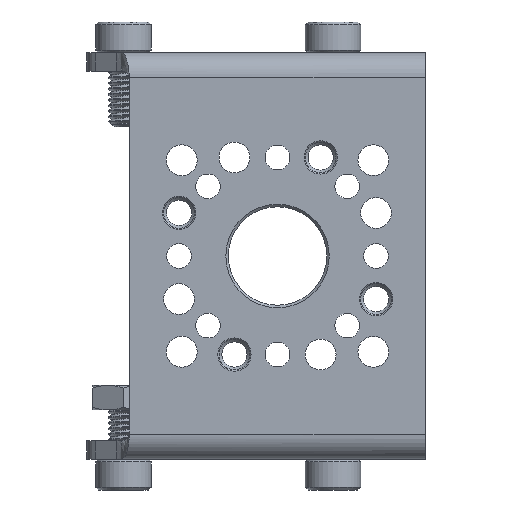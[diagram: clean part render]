
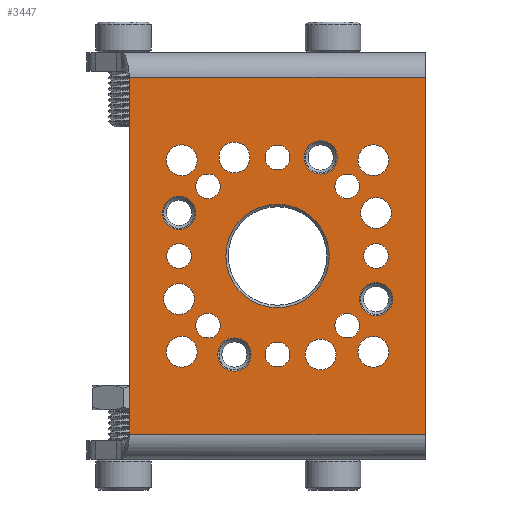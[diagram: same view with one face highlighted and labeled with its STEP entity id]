
A CAD part, front view. The second image highlights one B-rep face of the part: STEP entity #3447.
In plain terms, the highlighted planar face has unit normal (0, -1, 0).
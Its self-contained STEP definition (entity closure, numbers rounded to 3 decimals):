
#445=FACE_BOUND('',#718,.T.);
#446=FACE_BOUND('',#719,.T.);
#447=FACE_BOUND('',#720,.T.);
#448=FACE_BOUND('',#721,.T.);
#449=FACE_BOUND('',#722,.T.);
#450=FACE_BOUND('',#723,.T.);
#451=FACE_BOUND('',#724,.T.);
#452=FACE_BOUND('',#725,.T.);
#453=FACE_BOUND('',#726,.T.);
#454=FACE_BOUND('',#727,.T.);
#455=FACE_BOUND('',#728,.T.);
#456=FACE_BOUND('',#729,.T.);
#457=FACE_BOUND('',#730,.T.);
#458=FACE_BOUND('',#731,.T.);
#459=FACE_BOUND('',#732,.T.);
#460=FACE_BOUND('',#733,.T.);
#461=FACE_BOUND('',#734,.T.);
#462=FACE_BOUND('',#735,.T.);
#463=FACE_BOUND('',#736,.T.);
#464=FACE_BOUND('',#737,.T.);
#465=FACE_BOUND('',#738,.T.);
#509=FACE_OUTER_BOUND('',#717,.T.);
#717=EDGE_LOOP('',(#2414,#2415,#2416,#2417,#2418,#2419));
#718=EDGE_LOOP('',(#2420));
#719=EDGE_LOOP('',(#2421));
#720=EDGE_LOOP('',(#2422));
#721=EDGE_LOOP('',(#2423));
#722=EDGE_LOOP('',(#2424));
#723=EDGE_LOOP('',(#2425));
#724=EDGE_LOOP('',(#2426));
#725=EDGE_LOOP('',(#2427));
#726=EDGE_LOOP('',(#2428));
#727=EDGE_LOOP('',(#2429));
#728=EDGE_LOOP('',(#2430));
#729=EDGE_LOOP('',(#2431));
#730=EDGE_LOOP('',(#2432));
#731=EDGE_LOOP('',(#2433));
#732=EDGE_LOOP('',(#2434));
#733=EDGE_LOOP('',(#2435));
#734=EDGE_LOOP('',(#2436));
#735=EDGE_LOOP('',(#2437));
#736=EDGE_LOOP('',(#2438));
#737=EDGE_LOOP('',(#2439));
#738=EDGE_LOOP('',(#2440));
#979=LINE('',#5027,#1175);
#980=LINE('',#5049,#1176);
#981=LINE('',#5052,#1177);
#982=LINE('',#5053,#1178);
#1175=VECTOR('',#4112,24.027);
#1176=VECTOR('',#4117,28.202);
#1177=VECTOR('',#4120,29.);
#1178=VECTOR('',#4121,24.027);
#1371=CIRCLE('',#3705,3.);
#1372=CIRCLE('',#3706,3.);
#1373=CIRCLE('',#3707,1.);
#1374=CIRCLE('',#3708,1.);
#1375=CIRCLE('',#3709,1.);
#1376=CIRCLE('',#3710,1.);
#1377=CIRCLE('',#3711,1.);
#1378=CIRCLE('',#3712,1.);
#1379=CIRCLE('',#3713,1.);
#1380=CIRCLE('',#3714,1.);
#1381=CIRCLE('',#3715,1.35);
#1382=CIRCLE('',#3716,1.35);
#1383=CIRCLE('',#3717,1.35);
#1384=CIRCLE('',#3718,1.35);
#1385=CIRCLE('',#3719,1.25);
#1386=CIRCLE('',#3720,1.25);
#1387=CIRCLE('',#3721,1.25);
#1388=CIRCLE('',#3722,1.25);
#1389=CIRCLE('',#3723,4.2);
#1390=CIRCLE('',#3724,1.25);
#1391=CIRCLE('',#3725,1.25);
#1392=CIRCLE('',#3726,1.25);
#1393=CIRCLE('',#3727,1.25);
#1522=VERTEX_POINT('',#5020);
#1524=VERTEX_POINT('',#5026);
#1525=VERTEX_POINT('',#5045);
#1526=VERTEX_POINT('',#5046);
#1527=VERTEX_POINT('',#5048);
#1528=VERTEX_POINT('',#5051);
#1529=VERTEX_POINT('',#5054);
#1530=VERTEX_POINT('',#5056);
#1531=VERTEX_POINT('',#5058);
#1532=VERTEX_POINT('',#5060);
#1533=VERTEX_POINT('',#5062);
#1534=VERTEX_POINT('',#5064);
#1535=VERTEX_POINT('',#5066);
#1536=VERTEX_POINT('',#5068);
#1537=VERTEX_POINT('',#5070);
#1538=VERTEX_POINT('',#5072);
#1539=VERTEX_POINT('',#5074);
#1540=VERTEX_POINT('',#5076);
#1541=VERTEX_POINT('',#5078);
#1542=VERTEX_POINT('',#5080);
#1543=VERTEX_POINT('',#5082);
#1544=VERTEX_POINT('',#5084);
#1545=VERTEX_POINT('',#5086);
#1546=VERTEX_POINT('',#5088);
#1547=VERTEX_POINT('',#5090);
#1548=VERTEX_POINT('',#5092);
#1549=VERTEX_POINT('',#5094);
#1866=EDGE_CURVE('',#1522,#1524,#979,.T.);
#1868=EDGE_CURVE('',#1525,#1526,#1371,.T.);
#1869=EDGE_CURVE('',#1525,#1527,#980,.T.);
#1870=EDGE_CURVE('',#1524,#1527,#1372,.T.);
#1871=EDGE_CURVE('',#1528,#1522,#981,.T.);
#1872=EDGE_CURVE('',#1528,#1526,#982,.T.);
#1873=EDGE_CURVE('',#1529,#1529,#1373,.T.);
#1874=EDGE_CURVE('',#1530,#1530,#1374,.T.);
#1875=EDGE_CURVE('',#1531,#1531,#1375,.T.);
#1876=EDGE_CURVE('',#1532,#1532,#1376,.T.);
#1877=EDGE_CURVE('',#1533,#1533,#1377,.T.);
#1878=EDGE_CURVE('',#1534,#1534,#1378,.T.);
#1879=EDGE_CURVE('',#1535,#1535,#1379,.T.);
#1880=EDGE_CURVE('',#1536,#1536,#1380,.T.);
#1881=EDGE_CURVE('',#1537,#1537,#1381,.T.);
#1882=EDGE_CURVE('',#1538,#1538,#1382,.T.);
#1883=EDGE_CURVE('',#1539,#1539,#1383,.T.);
#1884=EDGE_CURVE('',#1540,#1540,#1384,.T.);
#1885=EDGE_CURVE('',#1541,#1541,#1385,.T.);
#1886=EDGE_CURVE('',#1542,#1542,#1386,.T.);
#1887=EDGE_CURVE('',#1543,#1543,#1387,.T.);
#1888=EDGE_CURVE('',#1544,#1544,#1388,.T.);
#1889=EDGE_CURVE('',#1545,#1545,#1389,.T.);
#1890=EDGE_CURVE('',#1546,#1546,#1390,.T.);
#1891=EDGE_CURVE('',#1547,#1547,#1391,.T.);
#1892=EDGE_CURVE('',#1548,#1548,#1392,.T.);
#1893=EDGE_CURVE('',#1549,#1549,#1393,.T.);
#2414=ORIENTED_EDGE('',*,*,#1868,.F.);
#2415=ORIENTED_EDGE('',*,*,#1869,.T.);
#2416=ORIENTED_EDGE('',*,*,#1870,.F.);
#2417=ORIENTED_EDGE('',*,*,#1866,.F.);
#2418=ORIENTED_EDGE('',*,*,#1871,.F.);
#2419=ORIENTED_EDGE('',*,*,#1872,.T.);
#2420=ORIENTED_EDGE('',*,*,#1873,.F.);
#2421=ORIENTED_EDGE('',*,*,#1874,.F.);
#2422=ORIENTED_EDGE('',*,*,#1875,.F.);
#2423=ORIENTED_EDGE('',*,*,#1876,.F.);
#2424=ORIENTED_EDGE('',*,*,#1877,.F.);
#2425=ORIENTED_EDGE('',*,*,#1878,.F.);
#2426=ORIENTED_EDGE('',*,*,#1879,.F.);
#2427=ORIENTED_EDGE('',*,*,#1880,.F.);
#2428=ORIENTED_EDGE('',*,*,#1881,.F.);
#2429=ORIENTED_EDGE('',*,*,#1882,.F.);
#2430=ORIENTED_EDGE('',*,*,#1883,.F.);
#2431=ORIENTED_EDGE('',*,*,#1884,.F.);
#2432=ORIENTED_EDGE('',*,*,#1885,.T.);
#2433=ORIENTED_EDGE('',*,*,#1886,.T.);
#2434=ORIENTED_EDGE('',*,*,#1887,.T.);
#2435=ORIENTED_EDGE('',*,*,#1888,.T.);
#2436=ORIENTED_EDGE('',*,*,#1889,.T.);
#2437=ORIENTED_EDGE('',*,*,#1890,.T.);
#2438=ORIENTED_EDGE('',*,*,#1891,.T.);
#2439=ORIENTED_EDGE('',*,*,#1892,.T.);
#2440=ORIENTED_EDGE('',*,*,#1893,.T.);
#3404=PLANE('',#3704);
#3447=ADVANCED_FACE('',(#509,#445,#446,#447,#448,#449,#450,#451,#452,#453,
#454,#455,#456,#457,#458,#459,#460,#461,#462,#463,#464,#465),#3404,.T.);
#3704=AXIS2_PLACEMENT_3D('',#5044,#4113,#4114);
#3705=AXIS2_PLACEMENT_3D('',#5047,#4115,#4116);
#3706=AXIS2_PLACEMENT_3D('',#5050,#4118,#4119);
#3707=AXIS2_PLACEMENT_3D('',#5055,#4122,#4123);
#3708=AXIS2_PLACEMENT_3D('',#5057,#4124,#4125);
#3709=AXIS2_PLACEMENT_3D('',#5059,#4126,#4127);
#3710=AXIS2_PLACEMENT_3D('',#5061,#4128,#4129);
#3711=AXIS2_PLACEMENT_3D('',#5063,#4130,#4131);
#3712=AXIS2_PLACEMENT_3D('',#5065,#4132,#4133);
#3713=AXIS2_PLACEMENT_3D('',#5067,#4134,#4135);
#3714=AXIS2_PLACEMENT_3D('',#5069,#4136,#4137);
#3715=AXIS2_PLACEMENT_3D('',#5071,#4138,#4139);
#3716=AXIS2_PLACEMENT_3D('',#5073,#4140,#4141);
#3717=AXIS2_PLACEMENT_3D('',#5075,#4142,#4143);
#3718=AXIS2_PLACEMENT_3D('',#5077,#4144,#4145);
#3719=AXIS2_PLACEMENT_3D('',#5079,#4146,#4147);
#3720=AXIS2_PLACEMENT_3D('',#5081,#4148,#4149);
#3721=AXIS2_PLACEMENT_3D('',#5083,#4150,#4151);
#3722=AXIS2_PLACEMENT_3D('',#5085,#4152,#4153);
#3723=AXIS2_PLACEMENT_3D('',#5087,#4154,#4155);
#3724=AXIS2_PLACEMENT_3D('',#5089,#4156,#4157);
#3725=AXIS2_PLACEMENT_3D('',#5091,#4158,#4159);
#3726=AXIS2_PLACEMENT_3D('',#5093,#4160,#4161);
#3727=AXIS2_PLACEMENT_3D('',#5095,#4162,#4163);
#4112=DIRECTION('',(-1.,0.,0.));
#4113=DIRECTION('center_axis',(0.,-1.,0.));
#4114=DIRECTION('ref_axis',(0.,0.,-1.));
#4115=DIRECTION('center_axis',(0.,-1.,0.));
#4116=DIRECTION('ref_axis',(1.,0.,0.));
#4117=DIRECTION('',(0.,0.,-1.));
#4118=DIRECTION('center_axis',(0.,-1.,0.));
#4119=DIRECTION('ref_axis',(0.991,0.,-0.133));
#4120=DIRECTION('',(0.,0.,-1.));
#4121=DIRECTION('',(-1.,0.,0.));
#4122=DIRECTION('center_axis',(0.,-1.,0.));
#4123=DIRECTION('ref_axis',(1.,0.,0.));
#4124=DIRECTION('center_axis',(0.,-1.,0.));
#4125=DIRECTION('ref_axis',(1.,0.,0.));
#4126=DIRECTION('center_axis',(0.,-1.,0.));
#4127=DIRECTION('ref_axis',(1.,0.,0.));
#4128=DIRECTION('center_axis',(0.,-1.,0.));
#4129=DIRECTION('ref_axis',(1.,0.,0.));
#4130=DIRECTION('center_axis',(0.,-1.,0.));
#4131=DIRECTION('ref_axis',(1.,0.,0.));
#4132=DIRECTION('center_axis',(0.,-1.,0.));
#4133=DIRECTION('ref_axis',(1.,0.,0.));
#4134=DIRECTION('center_axis',(0.,-1.,0.));
#4135=DIRECTION('ref_axis',(1.,0.,0.));
#4136=DIRECTION('center_axis',(0.,-1.,0.));
#4137=DIRECTION('ref_axis',(1.,0.,0.));
#4138=DIRECTION('center_axis',(0.,-1.,0.));
#4139=DIRECTION('ref_axis',(-1.,0.,0.));
#4140=DIRECTION('center_axis',(0.,-1.,0.));
#4141=DIRECTION('ref_axis',(0.,0.,-1.));
#4142=DIRECTION('center_axis',(0.,-1.,0.));
#4143=DIRECTION('ref_axis',(1.,0.,0.));
#4144=DIRECTION('center_axis',(0.,-1.,0.));
#4145=DIRECTION('ref_axis',(0.,0.,1.));
#4146=DIRECTION('center_axis',(0.,1.,0.));
#4147=DIRECTION('ref_axis',(-1.,0.,0.));
#4148=DIRECTION('center_axis',(0.,1.,0.));
#4149=DIRECTION('ref_axis',(0.,0.,-1.));
#4150=DIRECTION('center_axis',(0.,1.,0.));
#4151=DIRECTION('ref_axis',(1.,0.,0.));
#4152=DIRECTION('center_axis',(0.,1.,0.));
#4153=DIRECTION('ref_axis',(0.,0.,1.));
#4154=DIRECTION('center_axis',(0.,1.,0.));
#4155=DIRECTION('ref_axis',(0.,0.,-1.));
#4156=DIRECTION('center_axis',(0.,1.,0.));
#4157=DIRECTION('ref_axis',(-1.,0.,0.));
#4158=DIRECTION('center_axis',(0.,1.,0.));
#4159=DIRECTION('ref_axis',(-1.,0.,0.));
#4160=DIRECTION('center_axis',(0.,1.,0.));
#4161=DIRECTION('ref_axis',(-1.,0.,0.));
#4162=DIRECTION('center_axis',(0.,1.,0.));
#4163=DIRECTION('ref_axis',(-1.,0.,0.));
#5020=CARTESIAN_POINT('',(12.,0.,-14.5));
#5026=CARTESIAN_POINT('',(-12.027,0.,-14.5));
#5027=CARTESIAN_POINT('',(12.,0.,-14.5));
#5044=CARTESIAN_POINT('Origin',(12.,0.,14.5));
#5045=CARTESIAN_POINT('',(-12.,0.,14.101));
#5046=CARTESIAN_POINT('',(-12.027,0.,14.5));
#5047=CARTESIAN_POINT('Origin',(-15.,0.,14.101));
#5048=CARTESIAN_POINT('',(-12.,0.,-14.101));
#5049=CARTESIAN_POINT('',(-12.,0.,14.101));
#5050=CARTESIAN_POINT('Origin',(-15.,0.,-14.101));
#5051=CARTESIAN_POINT('',(12.,0.,14.5));
#5052=CARTESIAN_POINT('',(12.,0.,14.5));
#5053=CARTESIAN_POINT('',(12.,0.,14.5));
#5054=CARTESIAN_POINT('',(7.,0.,0.));
#5055=CARTESIAN_POINT('Origin',(8.,0.,0.));
#5056=CARTESIAN_POINT('',(4.657,0.,5.657));
#5057=CARTESIAN_POINT('Origin',(5.657,0.,5.657));
#5058=CARTESIAN_POINT('',(-1.,0.,8.));
#5059=CARTESIAN_POINT('Origin',(0.,0.,8.));
#5060=CARTESIAN_POINT('',(-6.657,0.,5.657));
#5061=CARTESIAN_POINT('Origin',(-5.657,0.,5.657));
#5062=CARTESIAN_POINT('',(-9.,0.,0.));
#5063=CARTESIAN_POINT('Origin',(-8.,0.,0.));
#5064=CARTESIAN_POINT('',(-6.657,0.,-5.657));
#5065=CARTESIAN_POINT('Origin',(-5.657,0.,-5.657));
#5066=CARTESIAN_POINT('',(-1.,0.,-8.));
#5067=CARTESIAN_POINT('Origin',(0.,0.,-8.));
#5068=CARTESIAN_POINT('',(4.657,0.,-5.657));
#5069=CARTESIAN_POINT('Origin',(5.657,0.,-5.657));
#5070=CARTESIAN_POINT('',(9.35,0.,-3.5));
#5071=CARTESIAN_POINT('Origin',(8.,0.,-3.5));
#5072=CARTESIAN_POINT('',(3.5,0.,9.35));
#5073=CARTESIAN_POINT('Origin',(3.5,0.,8.));
#5074=CARTESIAN_POINT('',(-9.35,0.,3.5));
#5075=CARTESIAN_POINT('Origin',(-8.,0.,3.5));
#5076=CARTESIAN_POINT('',(-3.5,0.,-9.35));
#5077=CARTESIAN_POINT('Origin',(-3.5,0.,-8.));
#5078=CARTESIAN_POINT('',(9.25,0.,3.5));
#5079=CARTESIAN_POINT('Origin',(8.,0.,3.5));
#5080=CARTESIAN_POINT('',(-3.5,0.,9.25));
#5081=CARTESIAN_POINT('Origin',(-3.5,0.,8.));
#5082=CARTESIAN_POINT('',(-9.25,0.,-3.5));
#5083=CARTESIAN_POINT('Origin',(-8.,0.,-3.5));
#5084=CARTESIAN_POINT('',(3.5,0.,-9.25));
#5085=CARTESIAN_POINT('Origin',(3.5,0.,-8.));
#5086=CARTESIAN_POINT('',(0.,0.,4.2));
#5087=CARTESIAN_POINT('Origin',(0.,0.,0.));
#5088=CARTESIAN_POINT('',(9.028,0.,-7.778));
#5089=CARTESIAN_POINT('Origin',(7.778,0.,-7.778));
#5090=CARTESIAN_POINT('',(-6.528,0.,-7.778));
#5091=CARTESIAN_POINT('Origin',(-7.778,0.,-7.778));
#5092=CARTESIAN_POINT('',(-6.528,0.,7.778));
#5093=CARTESIAN_POINT('Origin',(-7.778,0.,7.778));
#5094=CARTESIAN_POINT('',(9.028,0.,7.778));
#5095=CARTESIAN_POINT('Origin',(7.778,0.,7.778));
